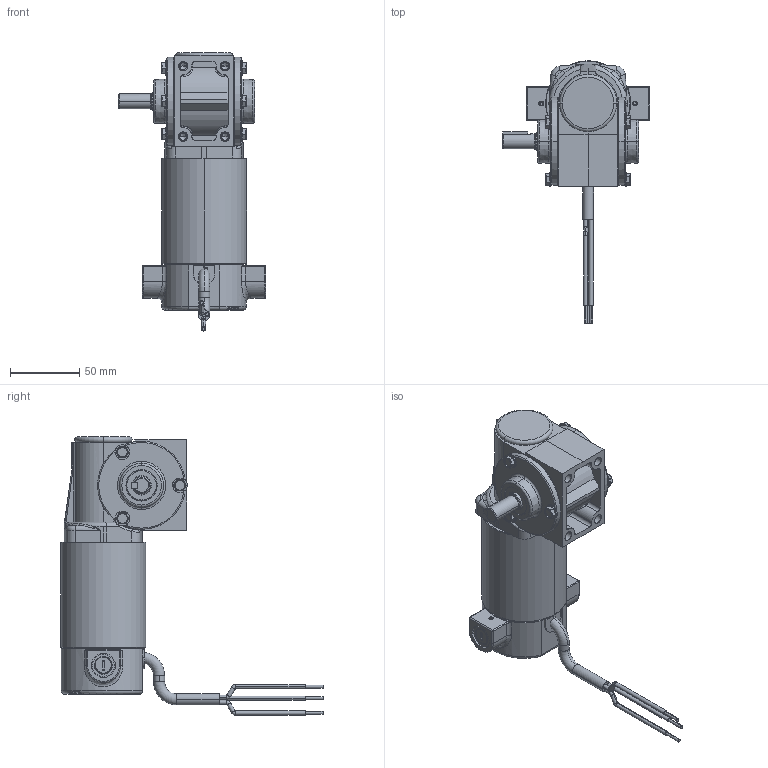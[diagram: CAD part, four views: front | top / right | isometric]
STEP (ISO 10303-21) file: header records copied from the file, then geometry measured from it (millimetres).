
FILE_DESCRIPTION (( 'STEP AP203' ), '1' );
FILE_NAME ('INFM0018.STEP', '2013-03-20T20:40:24', ( 'Admin' ), ( 'Bodine Electric Company' ), 'SwSTEP 2.0', 'SolidWorks 2012', '' );
FILE_SCHEMA (( 'CONFIG_CONTROL_DESIGN' ));
Length unit declared in the file: inch
Products named in the file (1): INFM0018
Bounding box: 106.31 x 189.13 x 200.67 mm (x, y, z)
Volume: 528105.4 mm3; surface area: 126001.1 mm2
Topology: 33 solids, 35 shells, 1637 faces, 3900 edges, 2354 vertices
Faces by surface type: plane 704, cylinder 507, cone 169, torus 154, bspline 75, sphere 28
Entity records: 54915 total; most frequent: CARTESIAN_POINT 18105, DIRECTION 7760, ORIENTED_EDGE 7672, EDGE_CURVE 3836, AXIS2_PLACEMENT_3D 3061, VERTEX_POINT 2344, EDGE_LOOP 1754, FACE_OUTER_BOUND 1638
